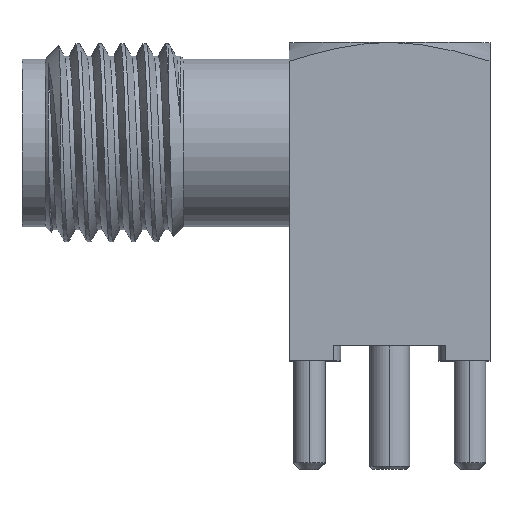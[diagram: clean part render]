
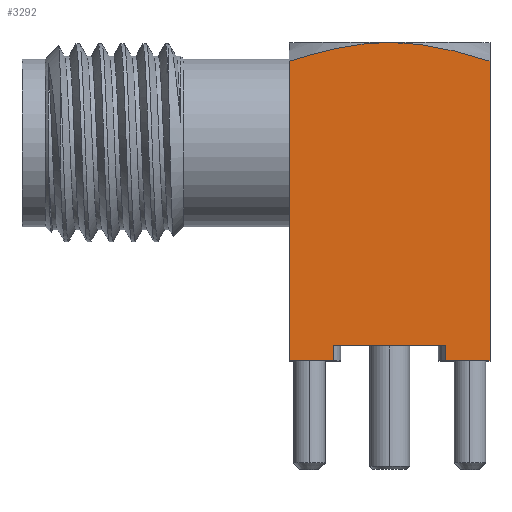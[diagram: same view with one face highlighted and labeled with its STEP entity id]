
A CAD part, top view. The second image highlights one B-rep face of the part: STEP entity #3292.
In plain terms, the highlighted planar face has unit normal (0, 0, 1).
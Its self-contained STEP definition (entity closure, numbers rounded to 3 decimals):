
#1=DIRECTION('',(0.,1.,0.));
#2=VECTOR('',#1,0.5);
#3=CARTESIAN_POINT('',(26.178,-10.07,3.175));
#4=LINE('',#3,#2);
#69=DIRECTION('',(0.,-1.,0.));
#70=VECTOR('',#69,9.472);
#71=CARTESIAN_POINT('',(27.586,-0.598,3.175));
#72=LINE('',#71,#70);
#97=DIRECTION('',(1.,0.,0.));
#98=VECTOR('',#97,1.408);
#99=CARTESIAN_POINT('',(26.178,-10.07,3.175));
#100=LINE('',#99,#98);
#101=DIRECTION('',(1.,0.,0.));
#102=VECTOR('',#101,3.535);
#103=CARTESIAN_POINT('',(22.643,-9.57,3.175));
#104=LINE('',#103,#102);
#105=DIRECTION('',(1.,0.,0.));
#106=VECTOR('',#105,1.408);
#107=CARTESIAN_POINT('',(21.236,-10.07,3.175));
#108=LINE('',#107,#106);
#109=DIRECTION('',(0.,-1.,0.));
#110=VECTOR('',#109,9.472);
#111=CARTESIAN_POINT('',(21.236,-0.598,3.175));
#112=LINE('',#111,#110);
#123=CARTESIAN_POINT('',(24.411,0.,3.175));
#124=CARTESIAN_POINT('',(24.566,0.,3.175));
#125=CARTESIAN_POINT('',(24.883,-0.01,3.175));
#126=CARTESIAN_POINT('',(25.385,-0.061,3.175));
#127=CARTESIAN_POINT('',(25.906,-0.147,3.175));
#128=CARTESIAN_POINT('',(26.446,-0.267,3.175));
#129=CARTESIAN_POINT('',(27.005,-0.417,3.175));
#130=CARTESIAN_POINT('',(27.39,-0.535,3.175));
#131=CARTESIAN_POINT('',(27.586,-0.598,3.175));
#163=CARTESIAN_POINT('',(21.236,-0.598,3.175));
#164=CARTESIAN_POINT('',(21.432,-0.535,3.175));
#165=CARTESIAN_POINT('',(21.816,-0.417,3.175));
#166=CARTESIAN_POINT('',(22.376,-0.267,3.175));
#167=CARTESIAN_POINT('',(22.915,-0.147,3.175));
#168=CARTESIAN_POINT('',(23.437,-0.061,3.175));
#169=CARTESIAN_POINT('',(23.938,-0.01,3.175));
#170=CARTESIAN_POINT('',(24.256,0.,3.175));
#171=CARTESIAN_POINT('',(24.411,0.,3.175));
#219=DIRECTION('',(0.,-1.,0.));
#220=VECTOR('',#219,0.5);
#221=CARTESIAN_POINT('',(22.643,-9.57,3.175));
#222=LINE('',#221,#220);
#2829=CARTESIAN_POINT('',(26.178,-10.07,3.175));
#2830=CARTESIAN_POINT('',(26.178,-9.57,3.175));
#2831=VERTEX_POINT('',#2829);
#2832=VERTEX_POINT('',#2830);
#2865=CARTESIAN_POINT('',(27.586,-10.07,3.175));
#2866=VERTEX_POINT('',#2865);
#2878=CARTESIAN_POINT('',(24.411,0.,3.175));
#2880=VERTEX_POINT('',#2878);
#2881=VERTEX_POINT('',#163);
#2883=CARTESIAN_POINT('',(21.236,-10.07,3.175));
#2885=VERTEX_POINT('',#2883);
#2886=CARTESIAN_POINT('',(22.643,-10.07,3.175));
#2887=VERTEX_POINT('',#2886);
#2905=CARTESIAN_POINT('',(27.586,-0.598,3.175));
#2906=VERTEX_POINT('',#2905);
#3026=CARTESIAN_POINT('',(22.643,-9.57,3.175));
#3027=VERTEX_POINT('',#3026);
#3271=CARTESIAN_POINT('',(-3.048,0.,3.175));
#3272=DIRECTION('',(0.,0.,1.));
#3273=DIRECTION('',(1.,0.,0.));
#3274=AXIS2_PLACEMENT_3D('',#3271,#3272,#3273);
#3275=PLANE('',#3274);
#3277=ORIENTED_EDGE('',*,*,#3276,.T.);
#3278=ORIENTED_EDGE('',*,*,#3239,.T.);
#3279=ORIENTED_EDGE('',*,*,#3260,.F.);
#3280=ORIENTED_EDGE('',*,*,#3169,.T.);
#3281=ORIENTED_EDGE('',*,*,#3199,.F.);
#3283=ORIENTED_EDGE('',*,*,#3282,.T.);
#3285=ORIENTED_EDGE('',*,*,#3284,.F.);
#3287=ORIENTED_EDGE('',*,*,#3286,.F.);
#3289=ORIENTED_EDGE('',*,*,#3288,.T.);
#3290=EDGE_LOOP('',(#3277,#3278,#3279,#3280,#3281,#3283,#3285,#3287,#3289));
#3291=FACE_OUTER_BOUND('',#3290,.F.);
#3292=ADVANCED_FACE('',(#3291),#3275,.T.);
#132=B_SPLINE_CURVE_WITH_KNOTS('',3,(#123,#124,#125,#126,#127,#128,#129,#130,
#131),.UNSPECIFIED.,.F.,.F.,(4,1,1,1,1,1,4),(0.,0.167,
0.333,0.5,0.667,0.833,1.),
.UNSPECIFIED.);
#172=B_SPLINE_CURVE_WITH_KNOTS('',3,(#163,#164,#165,#166,#167,#168,#169,#170,
#171),.UNSPECIFIED.,.F.,.F.,(4,1,1,1,1,1,4),(0.,0.167,
0.333,0.5,0.667,0.833,1.),
.UNSPECIFIED.);
#3169=EDGE_CURVE('',#2831,#2832,#4,.T.);
#3199=EDGE_CURVE('',#3027,#2832,#104,.T.);
#3239=EDGE_CURVE('',#2906,#2866,#72,.T.);
#3260=EDGE_CURVE('',#2831,#2866,#100,.T.);
#3276=EDGE_CURVE('',#2880,#2906,#132,.T.);
#3282=EDGE_CURVE('',#3027,#2887,#222,.T.);
#3284=EDGE_CURVE('',#2885,#2887,#108,.T.);
#3286=EDGE_CURVE('',#2881,#2885,#112,.T.);
#3288=EDGE_CURVE('',#2881,#2880,#172,.T.);
